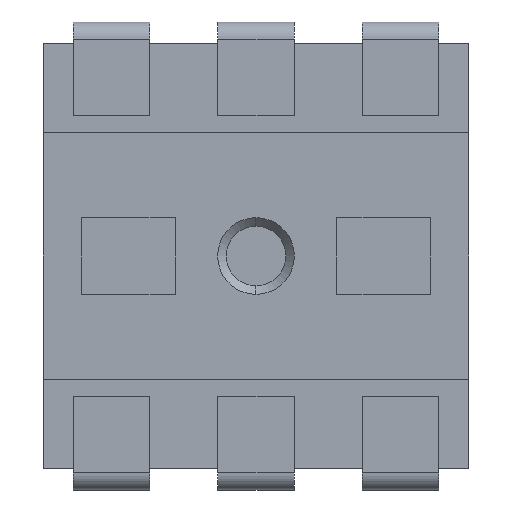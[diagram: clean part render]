
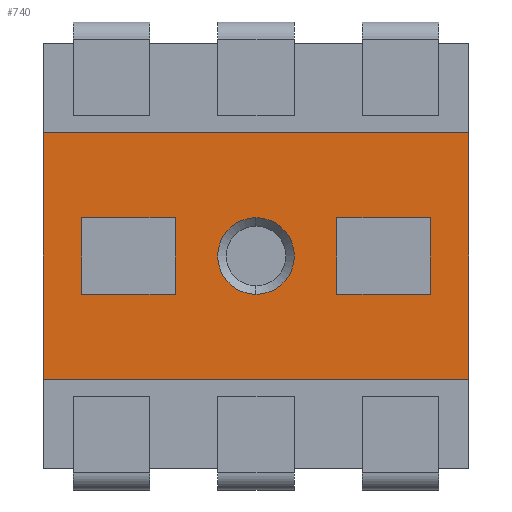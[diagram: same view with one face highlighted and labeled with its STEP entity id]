
A CAD part, front view. The second image highlights one B-rep face of the part: STEP entity #740.
In plain terms, the highlighted planar face has unit normal (0, -1, 0).
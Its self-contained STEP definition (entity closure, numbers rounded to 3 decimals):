
#44 = CARTESIAN_POINT ( 'NONE',  ( -0.95, 0., 0.45 ) ) ;
#49 = VERTEX_POINT ( 'NONE', #535 ) ;
#76 = EDGE_CURVE ( 'NONE', #1737, #2442, #1968, .T. ) ;
#104 = EDGE_CURVE ( 'NONE', #1988, #532, #1934, .T. ) ;
#123 = ORIENTED_EDGE ( 'NONE', *, *, #2061, .F. ) ;
#133 = EDGE_CURVE ( 'NONE', #958, #2581, #677, .T. ) ;
#192 = CARTESIAN_POINT ( 'NONE',  ( 0.95, 0., -0.45 ) ) ;
#194 = VERTEX_POINT ( 'NONE', #1733 ) ;
#215 = AXIS2_PLACEMENT_3D ( 'NONE', #334, #2090, #1637 ) ;
#247 = EDGE_CURVE ( 'NONE', #194, #2141, #906, .T. ) ;
#304 = CARTESIAN_POINT ( 'NONE',  ( 2.05, 0., -0.45 ) ) ;
#334 = CARTESIAN_POINT ( 'NONE',  ( 0., 0., 0. ) ) ;
#392 = DIRECTION ( 'NONE',  ( -1., 0., 0. ) ) ;
#394 = EDGE_CURVE ( 'NONE', #49, #1629, #2257, .T. ) ;
#448 = CARTESIAN_POINT ( 'NONE',  ( 2.5, 0., 2.5 ) ) ;
#450 = CARTESIAN_POINT ( 'NONE',  ( -0.95, 0., -0.45 ) ) ;
#458 = EDGE_LOOP ( 'NONE', ( #963, #884, #2255, #2242 ) ) ;
#465 = PLANE ( 'NONE',  #1457 ) ;
#532 = VERTEX_POINT ( 'NONE', #2525 ) ;
#535 = CARTESIAN_POINT ( 'NONE',  ( -0.95, 0., -0.45 ) ) ;
#611 = CARTESIAN_POINT ( 'NONE',  ( -2.5, 0., 1.45 ) ) ;
#622 = EDGE_CURVE ( 'NONE', #2803, #1988, #1247, .T. ) ;
#656 = EDGE_CURVE ( 'NONE', #2442, #49, #2531, .T. ) ;
#672 = CARTESIAN_POINT ( 'NONE',  ( -2.5, 0., -1.45 ) ) ;
#673 = FACE_BOUND ( 'NONE', #682, .T. ) ;
#677 = CIRCLE ( 'NONE', #2555, 0.45 ) ;
#682 = EDGE_LOOP ( 'NONE', ( #2011, #783, #1110, #1972 ) ) ;
#684 = DIRECTION ( 'NONE',  ( 0., 0., -1. ) ) ;
#729 = CARTESIAN_POINT ( 'NONE',  ( -0.95, 0., -0.45 ) ) ;
#740 = ADVANCED_FACE ( 'NONE', ( #1118, #673, #1678, #974 ), #465, .T. ) ;
#750 = CARTESIAN_POINT ( 'NONE',  ( -2.05, 0., 0.45 ) ) ;
#753 = VECTOR ( 'NONE', #758, 1000. ) ;
#758 = DIRECTION ( 'NONE',  ( 0., 0., 1. ) ) ;
#783 = ORIENTED_EDGE ( 'NONE', *, *, #1120, .F. ) ;
#884 = ORIENTED_EDGE ( 'NONE', *, *, #656, .F. ) ;
#906 = LINE ( 'NONE', #2566, #1756 ) ;
#924 = DIRECTION ( 'NONE',  ( 0., 0., -1. ) ) ;
#953 = ORIENTED_EDGE ( 'NONE', *, *, #1421, .F. ) ;
#958 = VERTEX_POINT ( 'NONE', #2068 ) ;
#963 = ORIENTED_EDGE ( 'NONE', *, *, #394, .F. ) ;
#974 = FACE_OUTER_BOUND ( 'NONE', #1163, .T. ) ;
#1009 = DIRECTION ( 'NONE',  ( 0., -1., 0. ) ) ;
#1030 = DIRECTION ( 'NONE',  ( 0., 0., -1. ) ) ;
#1050 = CARTESIAN_POINT ( 'NONE',  ( 0., 0., 0. ) ) ;
#1061 = CARTESIAN_POINT ( 'NONE',  ( -2.5, 0., -1.45 ) ) ;
#1076 = VECTOR ( 'NONE', #1726, 1000. ) ;
#1105 = EDGE_CURVE ( 'NONE', #2141, #1583, #2326, .T. ) ;
#1106 = DIRECTION ( 'NONE',  ( 1., 0., 0. ) ) ;
#1110 = ORIENTED_EDGE ( 'NONE', *, *, #1105, .F. ) ;
#1118 = FACE_BOUND ( 'NONE', #2743, .T. ) ;
#1120 = EDGE_CURVE ( 'NONE', #1583, #1843, #2490, .T. ) ;
#1130 = EDGE_CURVE ( 'NONE', #2803, #2431, #1535, .T. ) ;
#1141 = CARTESIAN_POINT ( 'NONE',  ( 0., 0., 0.45 ) ) ;
#1155 = ORIENTED_EDGE ( 'NONE', *, *, #622, .F. ) ;
#1163 = EDGE_LOOP ( 'NONE', ( #1495, #1155, #2585, #123 ) ) ;
#1247 = LINE ( 'NONE', #1481, #2497 ) ;
#1250 = VECTOR ( 'NONE', #1030, 1000. ) ;
#1291 = DIRECTION ( 'NONE',  ( 1., 0., 0. ) ) ;
#1340 = VECTOR ( 'NONE', #1648, 1000. ) ;
#1353 = CARTESIAN_POINT ( 'NONE',  ( -2.5, 0., 1.45 ) ) ;
#1421 = EDGE_CURVE ( 'NONE', #2581, #958, #2021, .T. ) ;
#1457 = AXIS2_PLACEMENT_3D ( 'NONE', #1794, #1991, #684 ) ;
#1481 = CARTESIAN_POINT ( 'NONE',  ( -2.5, 0., 2.5 ) ) ;
#1495 = ORIENTED_EDGE ( 'NONE', *, *, #104, .F. ) ;
#1500 = VECTOR ( 'NONE', #1106, 1000. ) ;
#1519 = EDGE_CURVE ( 'NONE', #1629, #1737, #1847, .T. ) ;
#1521 = CARTESIAN_POINT ( 'NONE',  ( -0.95, 0., 0.45 ) ) ;
#1535 = LINE ( 'NONE', #672, #1778 ) ;
#1583 = VERTEX_POINT ( 'NONE', #2407 ) ;
#1629 = VERTEX_POINT ( 'NONE', #44 ) ;
#1637 = DIRECTION ( 'NONE',  ( 0., 0., -1. ) ) ;
#1642 = VECTOR ( 'NONE', #2038, 1000. ) ;
#1648 = DIRECTION ( 'NONE',  ( 1., 0., 0. ) ) ;
#1678 = FACE_BOUND ( 'NONE', #458, .T. ) ;
#1683 = CARTESIAN_POINT ( 'NONE',  ( -2.05, 0., -0.45 ) ) ;
#1726 = DIRECTION ( 'NONE',  ( 0., 0., -1. ) ) ;
#1730 = DIRECTION ( 'NONE',  ( -1., 0., 0. ) ) ;
#1733 = CARTESIAN_POINT ( 'NONE',  ( 2.05, 0., 0.45 ) ) ;
#1737 = VERTEX_POINT ( 'NONE', #750 ) ;
#1743 = EDGE_CURVE ( 'NONE', #1843, #194, #1771, .T. ) ;
#1746 = CARTESIAN_POINT ( 'NONE',  ( 0.95, 0., -0.45 ) ) ;
#1750 = VECTOR ( 'NONE', #2625, 1000. ) ;
#1756 = VECTOR ( 'NONE', #392, 1000. ) ;
#1771 = LINE ( 'NONE', #304, #753 ) ;
#1778 = VECTOR ( 'NONE', #1291, 1000. ) ;
#1794 = CARTESIAN_POINT ( 'NONE',  ( 0., 0., 0. ) ) ;
#1843 = VERTEX_POINT ( 'NONE', #2791 ) ;
#1847 = LINE ( 'NONE', #1521, #2208 ) ;
#1872 = LINE ( 'NONE', #448, #2673 ) ;
#1934 = LINE ( 'NONE', #611, #1340 ) ;
#1968 = LINE ( 'NONE', #1683, #1250 ) ;
#1972 = ORIENTED_EDGE ( 'NONE', *, *, #247, .F. ) ;
#1988 = VERTEX_POINT ( 'NONE', #1353 ) ;
#1991 = DIRECTION ( 'NONE',  ( 0., -1., 0. ) ) ;
#2011 = ORIENTED_EDGE ( 'NONE', *, *, #1743, .F. ) ;
#2021 = CIRCLE ( 'NONE', #215, 0.45 ) ;
#2038 = DIRECTION ( 'NONE',  ( 0., 0., 1. ) ) ;
#2048 = CARTESIAN_POINT ( 'NONE',  ( 0.95, 0., 0.45 ) ) ;
#2061 = EDGE_CURVE ( 'NONE', #532, #2431, #1872, .T. ) ;
#2068 = CARTESIAN_POINT ( 'NONE',  ( 0., 0., -0.45 ) ) ;
#2090 = DIRECTION ( 'NONE',  ( 0., -1., 0. ) ) ;
#2141 = VERTEX_POINT ( 'NONE', #2048 ) ;
#2144 = DIRECTION ( 'NONE',  ( 0., 0., 1. ) ) ;
#2208 = VECTOR ( 'NONE', #1730, 1000. ) ;
#2242 = ORIENTED_EDGE ( 'NONE', *, *, #1519, .F. ) ;
#2255 = ORIENTED_EDGE ( 'NONE', *, *, #76, .F. ) ;
#2257 = LINE ( 'NONE', #729, #1642 ) ;
#2326 = LINE ( 'NONE', #192, #1076 ) ;
#2407 = CARTESIAN_POINT ( 'NONE',  ( 0.95, 0., -0.45 ) ) ;
#2431 = VERTEX_POINT ( 'NONE', #2783 ) ;
#2442 = VERTEX_POINT ( 'NONE', #2809 ) ;
#2490 = LINE ( 'NONE', #1746, #1750 ) ;
#2497 = VECTOR ( 'NONE', #2144, 1000. ) ;
#2516 = ORIENTED_EDGE ( 'NONE', *, *, #133, .F. ) ;
#2517 = DIRECTION ( 'NONE',  ( 0., 0., -1. ) ) ;
#2525 = CARTESIAN_POINT ( 'NONE',  ( 2.5, 0., 1.45 ) ) ;
#2531 = LINE ( 'NONE', #450, #1500 ) ;
#2555 = AXIS2_PLACEMENT_3D ( 'NONE', #1050, #1009, #2517 ) ;
#2566 = CARTESIAN_POINT ( 'NONE',  ( 0.95, 0., 0.45 ) ) ;
#2581 = VERTEX_POINT ( 'NONE', #1141 ) ;
#2585 = ORIENTED_EDGE ( 'NONE', *, *, #1130, .T. ) ;
#2625 = DIRECTION ( 'NONE',  ( 1., 0., 0. ) ) ;
#2673 = VECTOR ( 'NONE', #924, 1000. ) ;
#2743 = EDGE_LOOP ( 'NONE', ( #2516, #953 ) ) ;
#2783 = CARTESIAN_POINT ( 'NONE',  ( 2.5, 0., -1.45 ) ) ;
#2791 = CARTESIAN_POINT ( 'NONE',  ( 2.05, 0., -0.45 ) ) ;
#2803 = VERTEX_POINT ( 'NONE', #1061 ) ;
#2809 = CARTESIAN_POINT ( 'NONE',  ( -2.05, 0., -0.45 ) ) ;
